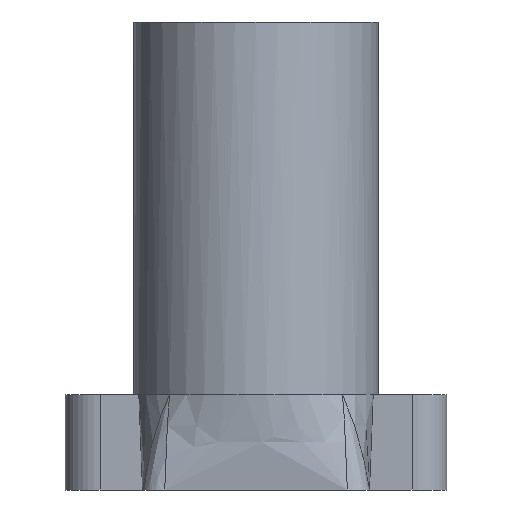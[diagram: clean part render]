
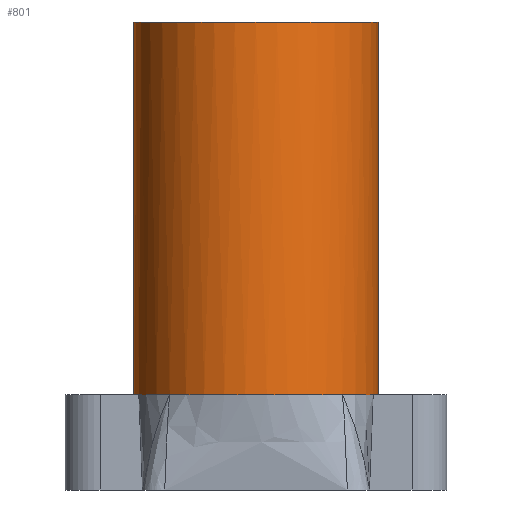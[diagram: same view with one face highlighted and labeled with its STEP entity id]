
A CAD part, front view. The second image highlights one B-rep face of the part: STEP entity #801.
In plain terms, the highlighted cylindrical face has radius 7.05 mm (diameter 14.1 mm), a partial arc.
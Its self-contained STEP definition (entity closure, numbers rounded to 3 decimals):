
#33 = CARTESIAN_POINT ( 'NONE',  ( 7.05, 0., 69.94 ) ) ;
#47 = LINE ( 'NONE', #33, #1263 ) ;
#55 = DIRECTION ( 'NONE',  ( -1., 0., 0. ) ) ;
#122 = VERTEX_POINT ( 'NONE', #1415 ) ;
#320 = EDGE_CURVE ( 'NONE', #1342, #725, #1354, .T. ) ;
#395 = DIRECTION ( 'NONE',  ( 0., 0., 1. ) ) ;
#425 = CARTESIAN_POINT ( 'NONE',  ( -7.026, -0.676, 5.5 ) ) ;
#496 = DIRECTION ( 'NONE',  ( 0., 0., 1. ) ) ;
#508 = CARTESIAN_POINT ( 'NONE',  ( 0., 0., 69.94 ) ) ;
#520 = CARTESIAN_POINT ( 'NONE',  ( 7.05, 0., 27. ) ) ;
#534 = FACE_OUTER_BOUND ( 'NONE', #1257, .T. ) ;
#549 = AXIS2_PLACEMENT_3D ( 'NONE', #2094, #1758, #1958 ) ;
#560 = DIRECTION ( 'NONE',  ( 0., 0., -1. ) ) ;
#565 = DIRECTION ( 'NONE',  ( 0., 0., -1. ) ) ;
#580 = CARTESIAN_POINT ( 'NONE',  ( 7.05, 0., 5.5 ) ) ;
#643 = AXIS2_PLACEMENT_3D ( 'NONE', #508, #1211, #2107 ) ;
#655 = CIRCLE ( 'NONE', #1548, 7.05 ) ;
#696 = EDGE_CURVE ( 'NONE', #810, #122, #655, .T. ) ;
#725 = VERTEX_POINT ( 'NONE', #1143 ) ;
#734 = AXIS2_PLACEMENT_3D ( 'NONE', #1884, #496, #1051 ) ;
#743 = EDGE_CURVE ( 'NONE', #964, #2212, #1369, .T. ) ;
#786 = ORIENTED_EDGE ( 'NONE', *, *, #1709, .T. ) ;
#801 = ADVANCED_FACE ( 'NONE', ( #534 ), #1592, .T. ) ;
#810 = VERTEX_POINT ( 'NONE', #520 ) ;
#819 = CARTESIAN_POINT ( 'NONE',  ( -7.05, 0., 5.5 ) ) ;
#835 = VERTEX_POINT ( 'NONE', #1728 ) ;
#851 = CARTESIAN_POINT ( 'NONE',  ( 6.856, -1.676, 5.5 ) ) ;
#897 = VERTEX_POINT ( 'NONE', #1021 ) ;
#954 = LINE ( 'NONE', #1115, #1830 ) ;
#964 = VERTEX_POINT ( 'NONE', #1612 ) ;
#971 = EDGE_CURVE ( 'NONE', #810, #897, #47, .T. ) ;
#996 = ORIENTED_EDGE ( 'NONE', *, *, #743, .F. ) ;
#1021 = CARTESIAN_POINT ( 'NONE',  ( 7.05, 0., 5.5 ) ) ;
#1051 = DIRECTION ( 'NONE',  ( 1., 0., 0. ) ) ;
#1111 = DIRECTION ( 'NONE',  ( 0., 0., -1. ) ) ;
#1115 = CARTESIAN_POINT ( 'NONE',  ( -7.05, 0., 69.94 ) ) ;
#1117 = CARTESIAN_POINT ( 'NONE',  ( 6.929, -1.345, 5.5 ) ) ;
#1128 = CARTESIAN_POINT ( 'NONE',  ( 0., 0., 27. ) ) ;
#1143 = CARTESIAN_POINT ( 'NONE',  ( 6.76, -2., 5.5 ) ) ;
#1167 = CARTESIAN_POINT ( 'NONE',  ( -6.929, -1.344, 5.5 ) ) ;
#1211 = DIRECTION ( 'NONE',  ( 0., 0., -1. ) ) ;
#1257 = EDGE_LOOP ( 'NONE', ( #1481, #1428, #1999, #996, #1297, #786, #1924, #1937 ) ) ;
#1263 = VECTOR ( 'NONE', #1111, 1000. ) ;
#1265 = B_SPLINE_CURVE_WITH_KNOTS ( 'NONE', 3,
 ( #580, #1982, #2077, #1117, #851, #1556 ),
 .UNSPECIFIED., .F., .F.,
 ( 4, 2, 4 ),
 ( 0.5, 0.75, 1. ),
 .UNSPECIFIED. ) ;
#1297 = ORIENTED_EDGE ( 'NONE', *, *, #1459, .T. ) ;
#1306 = CARTESIAN_POINT ( 'NONE',  ( 0., 0., 5.5 ) ) ;
#1342 = VERTEX_POINT ( 'NONE', #1678 ) ;
#1354 = CIRCLE ( 'NONE', #734, 7.05 ) ;
#1369 = B_SPLINE_CURVE_WITH_KNOTS ( 'NONE', 3,
 ( #1537, #2010, #1167, #425, #2197, #819 ),
 .UNSPECIFIED., .F., .F.,
 ( 4, 2, 4 ),
 ( 0.454, 0.477, 0.5 ),
 .UNSPECIFIED. ) ;
#1415 = CARTESIAN_POINT ( 'NONE',  ( -7.05, 0., 27. ) ) ;
#1428 = ORIENTED_EDGE ( 'NONE', *, *, #696, .T. ) ;
#1459 = EDGE_CURVE ( 'NONE', #964, #835, #1677, .T. ) ;
#1462 = EDGE_CURVE ( 'NONE', #122, #2212, #954, .T. ) ;
#1481 = ORIENTED_EDGE ( 'NONE', *, *, #971, .F. ) ;
#1537 = CARTESIAN_POINT ( 'NONE',  ( -6.76, -2., 5.5 ) ) ;
#1548 = AXIS2_PLACEMENT_3D ( 'NONE', #1128, #560, #55 ) ;
#1556 = CARTESIAN_POINT ( 'NONE',  ( 6.76, -2., 5.5 ) ) ;
#1592 = CYLINDRICAL_SURFACE ( 'NONE', #643, 7.05 ) ;
#1612 = CARTESIAN_POINT ( 'NONE',  ( -6.76, -2., 5.5 ) ) ;
#1664 = DIRECTION ( 'NONE',  ( 1., 0., 0. ) ) ;
#1677 = CIRCLE ( 'NONE', #2159, 7.05 ) ;
#1678 = CARTESIAN_POINT ( 'NONE',  ( 4.985, -4.985, 5.5 ) ) ;
#1709 = EDGE_CURVE ( 'NONE', #835, #1342, #2237, .T. ) ;
#1716 = CARTESIAN_POINT ( 'NONE',  ( -7.05, 0., 5.5 ) ) ;
#1728 = CARTESIAN_POINT ( 'NONE',  ( -4.985, -4.985, 5.5 ) ) ;
#1758 = DIRECTION ( 'NONE',  ( 0., 0., 1. ) ) ;
#1830 = VECTOR ( 'NONE', #565, 1000. ) ;
#1884 = CARTESIAN_POINT ( 'NONE',  ( 0., 0., 5.5 ) ) ;
#1924 = ORIENTED_EDGE ( 'NONE', *, *, #320, .T. ) ;
#1937 = ORIENTED_EDGE ( 'NONE', *, *, #1960, .F. ) ;
#1958 = DIRECTION ( 'NONE',  ( 1., 0., 0. ) ) ;
#1960 = EDGE_CURVE ( 'NONE', #897, #725, #1265, .T. ) ;
#1982 = CARTESIAN_POINT ( 'NONE',  ( 7.05, -0.34, 5.5 ) ) ;
#1999 = ORIENTED_EDGE ( 'NONE', *, *, #1462, .T. ) ;
#2010 = CARTESIAN_POINT ( 'NONE',  ( -6.856, -1.676, 5.5 ) ) ;
#2077 = CARTESIAN_POINT ( 'NONE',  ( 7.026, -0.675, 5.5 ) ) ;
#2094 = CARTESIAN_POINT ( 'NONE',  ( 0., 0., 5.5 ) ) ;
#2107 = DIRECTION ( 'NONE',  ( -1., 0., 0. ) ) ;
#2159 = AXIS2_PLACEMENT_3D ( 'NONE', #1306, #395, #1664 ) ;
#2197 = CARTESIAN_POINT ( 'NONE',  ( -7.05, -0.339, 5.5 ) ) ;
#2212 = VERTEX_POINT ( 'NONE', #1716 ) ;
#2237 = CIRCLE ( 'NONE', #549, 7.05 ) ;
